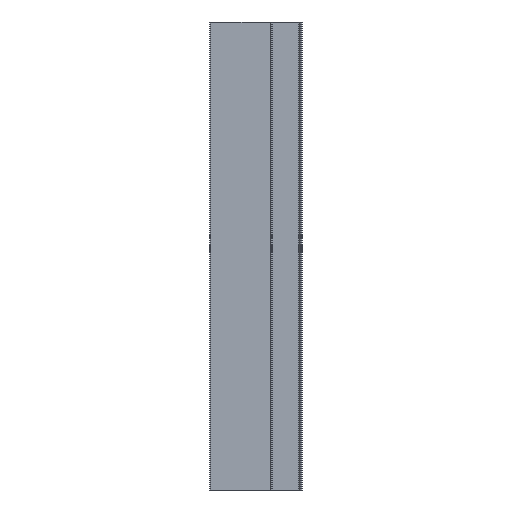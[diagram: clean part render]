
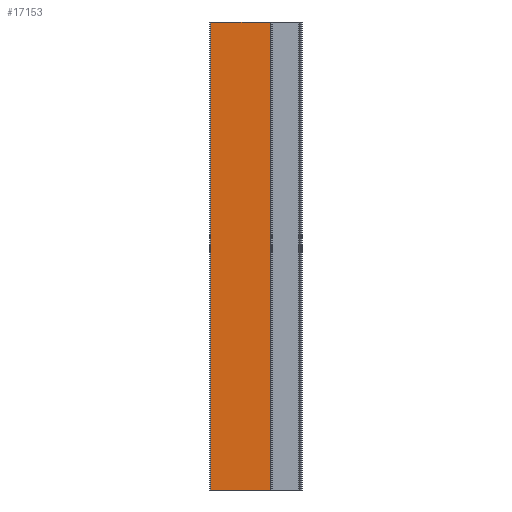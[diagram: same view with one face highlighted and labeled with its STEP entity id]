
A CAD part, front view. The second image highlights one B-rep face of the part: STEP entity #17153.
In plain terms, the highlighted planar face has unit normal (0, -1, 0).
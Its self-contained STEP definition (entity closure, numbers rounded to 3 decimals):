
#80 = VERTEX_POINT ( 'NONE', #11870 ) ;
#194 = ORIENTED_EDGE ( 'NONE', *, *, #9114, .T. ) ;
#658 = CARTESIAN_POINT ( 'NONE',  ( 44882.123, 5404.143, -500. ) ) ;
#1160 = LINE ( 'NONE', #15989, #11372 ) ;
#1978 = LINE ( 'NONE', #7414, #15710 ) ;
#1997 = PLANE ( 'NONE',  #7105 ) ;
#2317 = ORIENTED_EDGE ( 'NONE', *, *, #7296, .T. ) ;
#2450 = LINE ( 'NONE', #13944, #15771 ) ;
#3326 = DIRECTION ( 'NONE',  ( 0., -1., 0. ) ) ;
#3479 = DIRECTION ( 'NONE',  ( 0., 0., 1. ) ) ;
#3512 = VERTEX_POINT ( 'NONE', #3673 ) ;
#3673 = CARTESIAN_POINT ( 'NONE',  ( 44818.893, 5404.143, 0. ) ) ;
#4908 = EDGE_CURVE ( 'NONE', #3512, #8989, #2450, .T. ) ;
#5101 = VECTOR ( 'NONE', #11931, 1000. ) ;
#5246 = CARTESIAN_POINT ( 'NONE',  ( 44818.893, 5404.143, -500. ) ) ;
#6560 = CARTESIAN_POINT ( 'NONE',  ( 44818.893, 5404.143, -500. ) ) ;
#7105 = AXIS2_PLACEMENT_3D ( 'NONE', #658, #3326, #12637 ) ;
#7238 = EDGE_CURVE ( 'NONE', #16221, #3512, #13034, .T. ) ;
#7296 = EDGE_CURVE ( 'NONE', #16221, #80, #1160, .T. ) ;
#7414 = CARTESIAN_POINT ( 'NONE',  ( 44882.123, 5404.143, -500. ) ) ;
#8989 = VERTEX_POINT ( 'NONE', #16388 ) ;
#9114 = EDGE_CURVE ( 'NONE', #80, #8989, #1978, .T. ) ;
#9333 = DIRECTION ( 'NONE',  ( 1., 0., 0. ) ) ;
#9925 = DIRECTION ( 'NONE',  ( 1., 0., 0. ) ) ;
#10666 = EDGE_LOOP ( 'NONE', ( #11829, #14008, #2317, #194 ) ) ;
#11372 = VECTOR ( 'NONE', #9333, 1000. ) ;
#11829 = ORIENTED_EDGE ( 'NONE', *, *, #4908, .F. ) ;
#11870 = CARTESIAN_POINT ( 'NONE',  ( 44882.123, 5404.143, -500. ) ) ;
#11931 = DIRECTION ( 'NONE',  ( 0., 0., 1. ) ) ;
#12637 = DIRECTION ( 'NONE',  ( 0., 0., -1. ) ) ;
#13034 = LINE ( 'NONE', #6560, #5101 ) ;
#13944 = CARTESIAN_POINT ( 'NONE',  ( 44882.123, 5404.143, 0. ) ) ;
#14008 = ORIENTED_EDGE ( 'NONE', *, *, #7238, .F. ) ;
#15710 = VECTOR ( 'NONE', #3479, 1000. ) ;
#15771 = VECTOR ( 'NONE', #9925, 1000. ) ;
#15804 = FACE_OUTER_BOUND ( 'NONE', #10666, .T. ) ;
#15989 = CARTESIAN_POINT ( 'NONE',  ( 44882.123, 5404.143, -500. ) ) ;
#16221 = VERTEX_POINT ( 'NONE', #5246 ) ;
#16388 = CARTESIAN_POINT ( 'NONE',  ( 44882.123, 5404.143, 0. ) ) ;
#17153 = ADVANCED_FACE ( 'NONE', ( #15804 ), #1997, .T. ) ;
